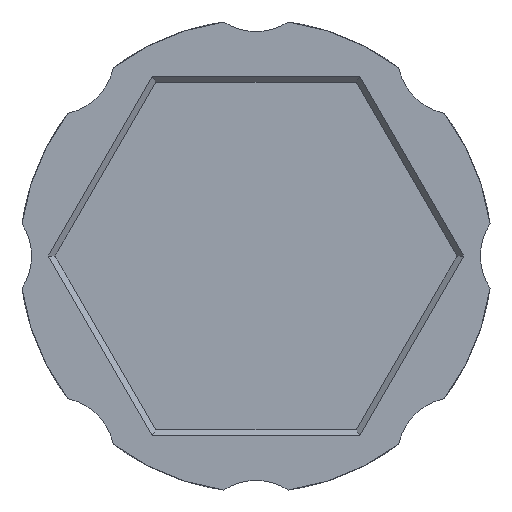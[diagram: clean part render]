
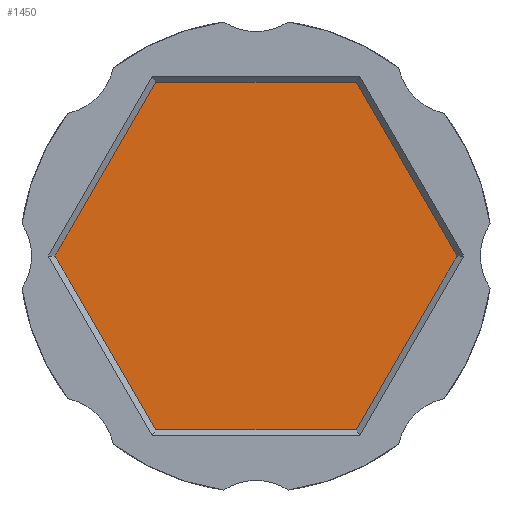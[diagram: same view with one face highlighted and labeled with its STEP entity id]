
A CAD part, front view. The second image highlights one B-rep face of the part: STEP entity #1450.
In plain terms, the highlighted planar face has unit normal (0, -1, 0).
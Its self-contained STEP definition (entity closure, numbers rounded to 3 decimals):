
#1258=CARTESIAN_POINT('',(26.634,330.,-100.139));
#1259=VERTEX_POINT('',#1258);
#1274=CARTESIAN_POINT('',(18.134,330.,-100.139));
#1275=VERTEX_POINT('',#1274);
#1282=CARTESIAN_POINT('',(18.134,330.,-100.139));
#1283=DIRECTION('',(1.,0.,0.));
#1284=VECTOR('',#1283,8.5);
#1285=LINE('',#1282,#1284);
#1286=EDGE_CURVE('',#1275,#1259,#1285,.T.);
#1305=CARTESIAN_POINT('',(13.884,330.,-107.5));
#1306=VERTEX_POINT('',#1305);
#1313=CARTESIAN_POINT('',(13.884,330.,-107.5));
#1314=DIRECTION('',(0.5,0.,0.866));
#1315=VECTOR('',#1314,8.5);
#1316=LINE('',#1313,#1315);
#1317=EDGE_CURVE('',#1306,#1275,#1316,.T.);
#1336=CARTESIAN_POINT('',(18.134,330.,-114.861));
#1337=VERTEX_POINT('',#1336);
#1344=CARTESIAN_POINT('',(18.134,330.,-114.861));
#1345=DIRECTION('',(-0.5,-0.,0.866));
#1346=VECTOR('',#1345,8.5);
#1347=LINE('',#1344,#1346);
#1348=EDGE_CURVE('',#1337,#1306,#1347,.T.);
#1367=CARTESIAN_POINT('',(26.634,330.,-114.861));
#1368=VERTEX_POINT('',#1367);
#1375=CARTESIAN_POINT('',(26.634,330.,-114.861));
#1376=DIRECTION('',(-1.,-0.,-0.));
#1377=VECTOR('',#1376,8.5);
#1378=LINE('',#1375,#1377);
#1379=EDGE_CURVE('',#1368,#1337,#1378,.T.);
#1398=CARTESIAN_POINT('',(30.884,330.,-107.5));
#1399=VERTEX_POINT('',#1398);
#1406=CARTESIAN_POINT('',(30.884,330.,-107.5));
#1407=DIRECTION('',(-0.5,-0.,-0.866));
#1408=VECTOR('',#1407,8.5);
#1409=LINE('',#1406,#1408);
#1410=EDGE_CURVE('',#1399,#1368,#1409,.T.);
#1428=CARTESIAN_POINT('',(26.634,330.,-100.139));
#1429=DIRECTION('',(0.5,0.,-0.866));
#1430=VECTOR('',#1429,8.5);
#1431=LINE('',#1428,#1430);
#1432=EDGE_CURVE('',#1259,#1399,#1431,.T.);
#1437=CARTESIAN_POINT('',(-0.,330.,0.));
#1438=DIRECTION('',(-0.,1.,0.));
#1439=DIRECTION('',(-1.,-0.,0.));
#1440=AXIS2_PLACEMENT_3D('',#1437,#1438,#1439);
#1441=PLANE('',#1440);
#1442=ORIENTED_EDGE('',*,*,#1286,.F.);
#1443=ORIENTED_EDGE('',*,*,#1317,.F.);
#1444=ORIENTED_EDGE('',*,*,#1348,.F.);
#1445=ORIENTED_EDGE('',*,*,#1379,.F.);
#1446=ORIENTED_EDGE('',*,*,#1410,.F.);
#1447=ORIENTED_EDGE('',*,*,#1432,.F.);
#1448=EDGE_LOOP('',(#1442,#1443,#1444,#1445,#1446,#1447));
#1449=FACE_BOUND('',#1448,.T.);
#1450=ADVANCED_FACE('',(#1449),#1441,.F.);
